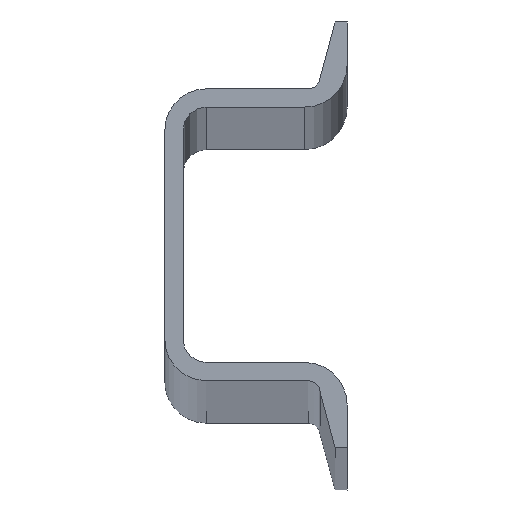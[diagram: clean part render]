
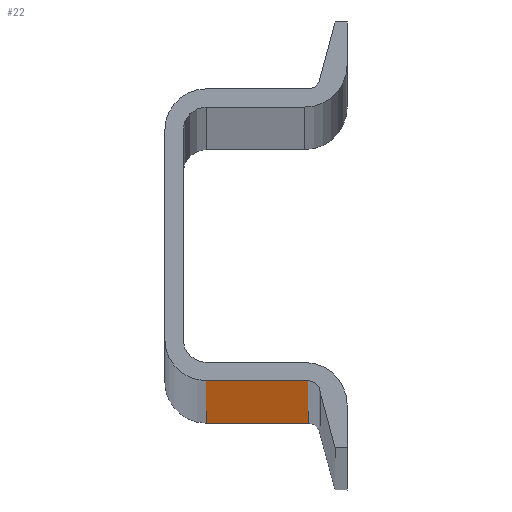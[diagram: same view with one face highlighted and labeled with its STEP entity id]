
A CAD part, top view. The second image highlights one B-rep face of the part: STEP entity #22.
In plain terms, the highlighted planar face has unit normal (0, -1, 0).
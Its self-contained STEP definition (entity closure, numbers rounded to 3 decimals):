
#3 = DIRECTION ( 'NONE',  ( 1., 0., 0. ) ) ;
#22 = ADVANCED_FACE ( 'NONE', ( #923 ), #522, .T. ) ;
#27 = VERTEX_POINT ( 'NONE', #360 ) ;
#49 = DIRECTION ( 'NONE',  ( 1., 0., 0. ) ) ;
#178 = VECTOR ( 'NONE', #587, 1000. ) ;
#185 = DIRECTION ( 'NONE',  ( 0., -1., 0. ) ) ;
#186 = VERTEX_POINT ( 'NONE', #1096 ) ;
#205 = CARTESIAN_POINT ( 'NONE',  ( 62.053, 237.85, 0. ) ) ;
#206 = EDGE_CURVE ( 'NONE', #186, #621, #914, .T. ) ;
#207 = CARTESIAN_POINT ( 'NONE',  ( 53.653, 237.85, 2000. ) ) ;
#221 = VECTOR ( 'NONE', #838, 1000. ) ;
#314 = CARTESIAN_POINT ( 'NONE',  ( 53.653, 237.85, 0. ) ) ;
#340 = CARTESIAN_POINT ( 'NONE',  ( 62.053, 237.85, 2000. ) ) ;
#351 = EDGE_CURVE ( 'NONE', #879, #27, #655, .T. ) ;
#356 = VECTOR ( 'NONE', #3, 1000. ) ;
#360 = CARTESIAN_POINT ( 'NONE',  ( 53.653, 237.85, 2000. ) ) ;
#374 = ORIENTED_EDGE ( 'NONE', *, *, #377, .T. ) ;
#377 = EDGE_CURVE ( 'NONE', #879, #186, #416, .T. ) ;
#416 = LINE ( 'NONE', #1123, #868 ) ;
#503 = EDGE_LOOP ( 'NONE', ( #726, #913, #897, #374 ) ) ;
#522 = PLANE ( 'NONE',  #1049 ) ;
#587 = DIRECTION ( 'NONE',  ( 0., 0., 1. ) ) ;
#621 = VERTEX_POINT ( 'NONE', #340 ) ;
#624 = LINE ( 'NONE', #207, #356 ) ;
#655 = LINE ( 'NONE', #314, #178 ) ;
#719 = CARTESIAN_POINT ( 'NONE',  ( 62.053, 237.85, 0. ) ) ;
#726 = ORIENTED_EDGE ( 'NONE', *, *, #206, .T. ) ;
#776 = EDGE_CURVE ( 'NONE', #27, #621, #624, .T. ) ;
#816 = DIRECTION ( 'NONE',  ( 0., 0., -1. ) ) ;
#838 = DIRECTION ( 'NONE',  ( 0., 0., 1. ) ) ;
#868 = VECTOR ( 'NONE', #49, 1000. ) ;
#879 = VERTEX_POINT ( 'NONE', #1105 ) ;
#897 = ORIENTED_EDGE ( 'NONE', *, *, #351, .F. ) ;
#913 = ORIENTED_EDGE ( 'NONE', *, *, #776, .F. ) ;
#914 = LINE ( 'NONE', #205, #221 ) ;
#923 = FACE_OUTER_BOUND ( 'NONE', #503, .T. ) ;
#1049 = AXIS2_PLACEMENT_3D ( 'NONE', #719, #185, #816 ) ;
#1096 = CARTESIAN_POINT ( 'NONE',  ( 62.053, 237.85, 0. ) ) ;
#1105 = CARTESIAN_POINT ( 'NONE',  ( 53.653, 237.85, 0. ) ) ;
#1123 = CARTESIAN_POINT ( 'NONE',  ( 0., 237.85, 0. ) ) ;
